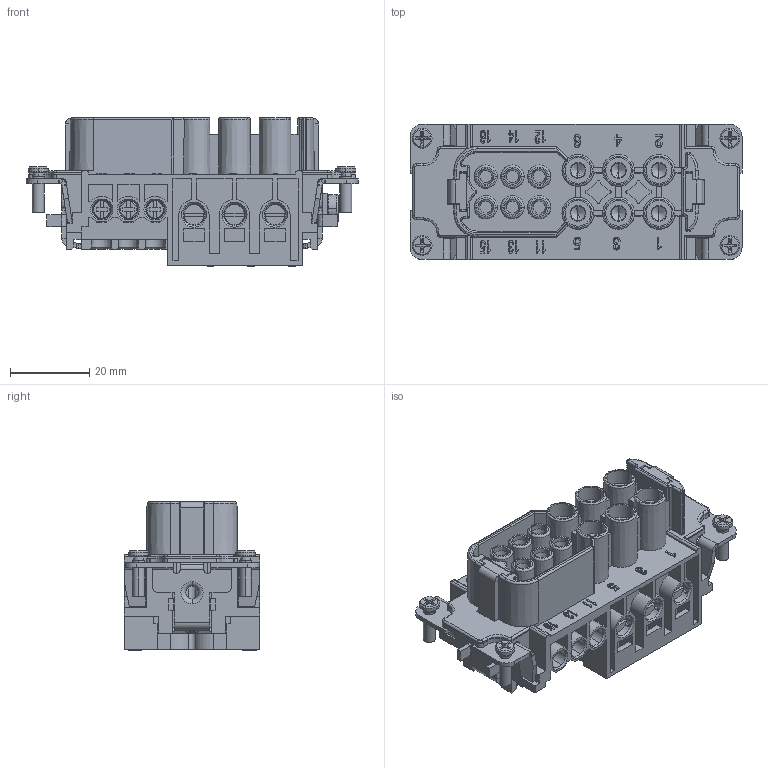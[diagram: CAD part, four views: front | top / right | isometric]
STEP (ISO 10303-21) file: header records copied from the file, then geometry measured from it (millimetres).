
FILE_DESCRIPTION((''),'2;1');
FILE_NAME('HWK006F_160','2017-09-01T',('tl.yang'),(''),'PRO/ENGINEER BY PARAMETRIC TECHNOLOGY CORPORATION, 2011500','PRO/ENGINEER BY PARAMETRIC TECHNOLOGY CORPORATION, 2011500','');
FILE_SCHEMA(('CONFIG_CONTROL_DESIGN'));
Products named in the file (1): HWK006F_160
Bounding box: 83.6 x 34 x 37.4 mm (x, y, z)
Volume: 33074.2 mm3; surface area: 43175 mm2
Topology: 1 solids, 2 shells, 2507 faces, 7108 edges, 4666 vertices
Faces by surface type: plane 1325, cylinder 468, extrusion 332, cone 239, torus 74, bspline 67, sphere 2
Entity records: 86533 total; most frequent: CARTESIAN_POINT 22245, ORIENTED_EDGE 14164, DIRECTION 12113, EDGE_CURVE 7082, VERTEX_POINT 4666, VECTOR 4559, LINE 4227, AXIS2_PLACEMENT_3D 3777
